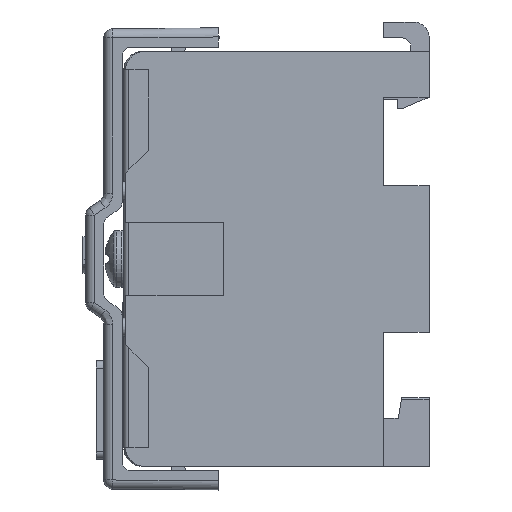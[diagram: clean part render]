
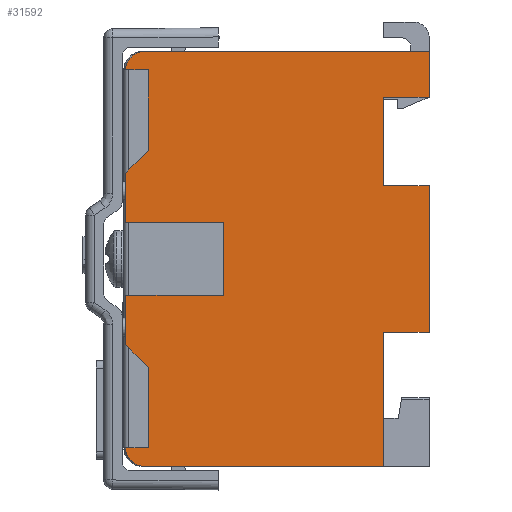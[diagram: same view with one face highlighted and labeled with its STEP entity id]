
A CAD part, left-side view. The second image highlights one B-rep face of the part: STEP entity #31592.
In plain terms, the highlighted planar face has unit normal (-1, 0, 0).
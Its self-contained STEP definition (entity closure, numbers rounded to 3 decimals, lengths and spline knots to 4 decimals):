
#882=PLANE('',#34095);
#3154=FACE_OUTER_BOUND('',#4969,.T.);
#4969=EDGE_LOOP('',(#25808,#25809,#25810,#25811,#25812,#25813,#25814,#25815,
#25816,#25817,#25818,#25819,#25820,#25821,#25822,#25823,#25824,#25825,#25826,
#25827,#25828,#25829));
#6444=CIRCLE('',#33961,0.0787);
#6445=CIRCLE('',#33964,0.0787);
#8601=LINE('',#77648,#11139);
#8660=LINE('',#77828,#11198);
#8665=LINE('',#77843,#11203);
#8675=LINE('',#77877,#11213);
#8676=LINE('',#77881,#11214);
#8679=LINE('',#77888,#11217);
#8683=LINE('',#77896,#11221);
#8684=LINE('',#77899,#11222);
#8688=LINE('',#77907,#11226);
#8698=LINE('',#77928,#11236);
#8754=LINE('',#78044,#11292);
#8836=LINE('',#78238,#11374);
#8852=LINE('',#78295,#11390);
#8857=LINE('',#78307,#11395);
#8870=LINE('',#78352,#11408);
#8872=LINE('',#78360,#11410);
#8873=LINE('',#78361,#11411);
#8874=LINE('',#78362,#11412);
#8875=LINE('',#78363,#11413);
#8876=LINE('',#78364,#11414);
#11139=VECTOR('',#39771,0.3937);
#11198=VECTOR('',#39928,0.3937);
#11203=VECTOR('',#39941,0.3937);
#11213=VECTOR('',#39975,0.3937);
#11214=VECTOR('',#39980,0.3937);
#11217=VECTOR('',#39985,0.3937);
#11221=VECTOR('',#39993,0.3937);
#11222=VECTOR('',#39996,0.3937);
#11226=VECTOR('',#40002,0.3937);
#11236=VECTOR('',#40018,0.3937);
#11292=VECTOR('',#40110,0.3937);
#11374=VECTOR('',#40282,0.3937);
#11390=VECTOR('',#40340,0.3937);
#11395=VECTOR('',#40353,0.3937);
#11408=VECTOR('',#40406,0.3937);
#11410=VECTOR('',#40414,0.3937);
#11411=VECTOR('',#40415,0.3937);
#11412=VECTOR('',#40416,0.3937);
#11413=VECTOR('',#40417,0.3937);
#11414=VECTOR('',#40418,0.3937);
#14027=VERTEX_POINT('',#77645);
#14028=VERTEX_POINT('',#77647);
#14099=VERTEX_POINT('',#77826);
#14100=VERTEX_POINT('',#77827);
#14104=VERTEX_POINT('',#77837);
#14105=VERTEX_POINT('',#77841);
#14106=VERTEX_POINT('',#77842);
#14109=VERTEX_POINT('',#77850);
#14116=VERTEX_POINT('',#77871);
#14118=VERTEX_POINT('',#77875);
#14121=VERTEX_POINT('',#77885);
#14122=VERTEX_POINT('',#77887);
#14125=VERTEX_POINT('',#77898);
#14128=VERTEX_POINT('',#77906);
#14135=VERTEX_POINT('',#77925);
#14136=VERTEX_POINT('',#77927);
#14178=VERTEX_POINT('',#78043);
#14245=VERTEX_POINT('',#78236);
#14268=VERTEX_POINT('',#78305);
#14279=VERTEX_POINT('',#78349);
#14280=VERTEX_POINT('',#78351);
#14283=VERTEX_POINT('',#78359);
#18035=EDGE_CURVE('',#14028,#14027,#8601,.T.);
#18123=EDGE_CURVE('',#14099,#14100,#8660,.T.);
#18128=EDGE_CURVE('',#14104,#14100,#6444,.T.);
#18130=EDGE_CURVE('',#14105,#14106,#8665,.T.);
#18134=EDGE_CURVE('',#14106,#14109,#6445,.T.);
#18146=EDGE_CURVE('',#14118,#14116,#8675,.T.);
#18148=EDGE_CURVE('',#14104,#14118,#8676,.T.);
#18151=EDGE_CURVE('',#14121,#14122,#8679,.T.);
#18156=EDGE_CURVE('',#14122,#14109,#8683,.T.);
#18157=EDGE_CURVE('',#14121,#14125,#8684,.T.);
#18161=EDGE_CURVE('',#14128,#14116,#8688,.T.);
#18171=EDGE_CURVE('',#14135,#14136,#8698,.T.);
#18228=EDGE_CURVE('',#14028,#14178,#8754,.T.);
#18327=EDGE_CURVE('',#14125,#14245,#8836,.T.);
#18356=EDGE_CURVE('',#14135,#14105,#8852,.T.);
#18362=EDGE_CURVE('',#14268,#14027,#8857,.T.);
#18385=EDGE_CURVE('',#14279,#14280,#8870,.T.);
#18389=EDGE_CURVE('',#14283,#14279,#8872,.T.);
#18390=EDGE_CURVE('',#14283,#14128,#8873,.T.);
#18391=EDGE_CURVE('',#14178,#14099,#8874,.T.);
#18392=EDGE_CURVE('',#14136,#14268,#8875,.T.);
#18393=EDGE_CURVE('',#14280,#14245,#8876,.T.);
#25808=ORIENTED_EDGE('',*,*,#18389,.F.);
#25809=ORIENTED_EDGE('',*,*,#18390,.T.);
#25810=ORIENTED_EDGE('',*,*,#18161,.T.);
#25811=ORIENTED_EDGE('',*,*,#18146,.F.);
#25812=ORIENTED_EDGE('',*,*,#18148,.F.);
#25813=ORIENTED_EDGE('',*,*,#18128,.T.);
#25814=ORIENTED_EDGE('',*,*,#18123,.F.);
#25815=ORIENTED_EDGE('',*,*,#18391,.F.);
#25816=ORIENTED_EDGE('',*,*,#18228,.F.);
#25817=ORIENTED_EDGE('',*,*,#18035,.T.);
#25818=ORIENTED_EDGE('',*,*,#18362,.F.);
#25819=ORIENTED_EDGE('',*,*,#18392,.F.);
#25820=ORIENTED_EDGE('',*,*,#18171,.F.);
#25821=ORIENTED_EDGE('',*,*,#18356,.T.);
#25822=ORIENTED_EDGE('',*,*,#18130,.T.);
#25823=ORIENTED_EDGE('',*,*,#18134,.T.);
#25824=ORIENTED_EDGE('',*,*,#18156,.F.);
#25825=ORIENTED_EDGE('',*,*,#18151,.F.);
#25826=ORIENTED_EDGE('',*,*,#18157,.T.);
#25827=ORIENTED_EDGE('',*,*,#18327,.T.);
#25828=ORIENTED_EDGE('',*,*,#18393,.F.);
#25829=ORIENTED_EDGE('',*,*,#18385,.F.);
#31592=ADVANCED_FACE('',(#3154),#882,.F.);
#33961=AXIS2_PLACEMENT_3D('',#77838,#39936,#39937);
#33964=AXIS2_PLACEMENT_3D('',#77851,#39947,#39948);
#34095=AXIS2_PLACEMENT_3D('',#78358,#40412,#40413);
#39771=DIRECTION('',(0.,0.,1.));
#39928=DIRECTION('',(0.,1.,0.));
#39936=DIRECTION('center_axis',(-1.,0.,0.));
#39937=DIRECTION('ref_axis',(0.,0.707,-0.707));
#39941=DIRECTION('',(0.,1.,0.));
#39947=DIRECTION('center_axis',(-1.,0.,0.));
#39948=DIRECTION('ref_axis',(0.,0.707,0.707));
#39975=DIRECTION('',(0.,0.,1.));
#39980=DIRECTION('',(0.,-1.,0.));
#39985=DIRECTION('',(0.,0.,1.));
#39993=DIRECTION('',(0.,1.,0.));
#39996=DIRECTION('',(0.,0.707,-0.707));
#40002=DIRECTION('',(0.,-0.707,-0.707));
#40018=DIRECTION('',(0.,1.,0.));
#40110=DIRECTION('',(0.,1.,0.));
#40282=DIRECTION('',(0.,0.,-1.));
#40340=DIRECTION('',(0.,0.,1.));
#40353=DIRECTION('',(0.,-1.,0.));
#40406=DIRECTION('',(0.,0.,1.));
#40412=DIRECTION('center_axis',(1.,0.,0.));
#40413=DIRECTION('ref_axis',(0.,0.,
-1.));
#40414=DIRECTION('',(0.,-1.,0.));
#40415=DIRECTION('',(0.,0.,-1.));
#40416=DIRECTION('',(0.,0.,-1.));
#40417=DIRECTION('',(0.,0.,-1.));
#40418=DIRECTION('',(0.,1.,0.));
#77645=CARTESIAN_POINT('',(-0.9902,0.,0.3159));
#77647=CARTESIAN_POINT('',(-0.9902,0.,-0.3159));
#77648=CARTESIAN_POINT('',(-0.9902,0.,-0.8957));
#77826=CARTESIAN_POINT('',(-0.9902,0.1969,-0.8957));
#77827=CARTESIAN_POINT('',(-0.9902,1.2323,-0.8957));
#77828=CARTESIAN_POINT('',(-0.9902,0.,-0.8957));
#77837=CARTESIAN_POINT('',(-0.9902,1.311,-0.8169));
#77838=CARTESIAN_POINT('Origin',(-0.9902,1.2323,-0.8169));
#77841=CARTESIAN_POINT('',(-0.9902,0.,0.8957));
#77842=CARTESIAN_POINT('',(-0.9902,1.2323,0.8957));
#77843=CARTESIAN_POINT('',(-0.9902,0.,0.8957));
#77850=CARTESIAN_POINT('',(-0.9902,1.311,0.8169));
#77851=CARTESIAN_POINT('Origin',(-0.9902,1.2323,0.8169));
#77871=CARTESIAN_POINT('',(-0.9902,1.2126,-0.4693));
#77875=CARTESIAN_POINT('',(-0.9902,1.2126,-0.8169));
#77877=CARTESIAN_POINT('',(-0.9902,1.2126,0.1263));
#77881=CARTESIAN_POINT('',(-0.9902,0.6555,-0.8169));
#77885=CARTESIAN_POINT('',(-0.9902,1.2126,0.4693));
#77887=CARTESIAN_POINT('',(-0.9902,1.2126,0.8169));
#77888=CARTESIAN_POINT('',(-0.9902,1.2126,0.7694));
#77896=CARTESIAN_POINT('',(-0.9902,0.6555,0.8169));
#77898=CARTESIAN_POINT('',(-0.9902,1.311,0.3709));
#77899=CARTESIAN_POINT('',(-0.9902,0.8275,0.8544));
#77906=CARTESIAN_POINT('',(-0.9902,1.311,-0.3709));
#77907=CARTESIAN_POINT('',(-0.9902,1.2753,-0.4066));
#77925=CARTESIAN_POINT('',(-0.9902,0.,0.6988));
#77927=CARTESIAN_POINT('',(-0.9902,0.1969,0.6988));
#77928=CARTESIAN_POINT('',(-0.9902,0.,0.6988));
#78043=CARTESIAN_POINT('',(-0.9902,0.1969,-0.3159));
#78044=CARTESIAN_POINT('',(-0.9902,0.,-0.3159));
#78236=CARTESIAN_POINT('',(-0.9902,1.311,0.1575));
#78238=CARTESIAN_POINT('',(-0.9902,1.311,-0.8957));
#78295=CARTESIAN_POINT('',(-0.9902,0.,-0.8957));
#78305=CARTESIAN_POINT('',(-0.9902,0.1969,0.3159));
#78307=CARTESIAN_POINT('',(-0.9902,0.,0.3159));
#78349=CARTESIAN_POINT('',(-0.9902,0.8878,-0.1575));
#78351=CARTESIAN_POINT('',(-0.9902,0.8878,0.1575));
#78352=CARTESIAN_POINT('',(-0.9902,0.8878,0.4478));
#78358=CARTESIAN_POINT('Origin',(-0.9902,0.,
0.8957));
#78359=CARTESIAN_POINT('',(-0.9902,1.311,-0.1575));
#78360=CARTESIAN_POINT('',(-0.9902,0.6555,-0.1575));
#78361=CARTESIAN_POINT('',(-0.9902,1.311,-0.8957));
#78362=CARTESIAN_POINT('',(-0.9902,0.1969,0.1806));
#78363=CARTESIAN_POINT('',(-0.9902,0.1969,0.6658));
#78364=CARTESIAN_POINT('',(-0.9902,0.6555,0.1575));
